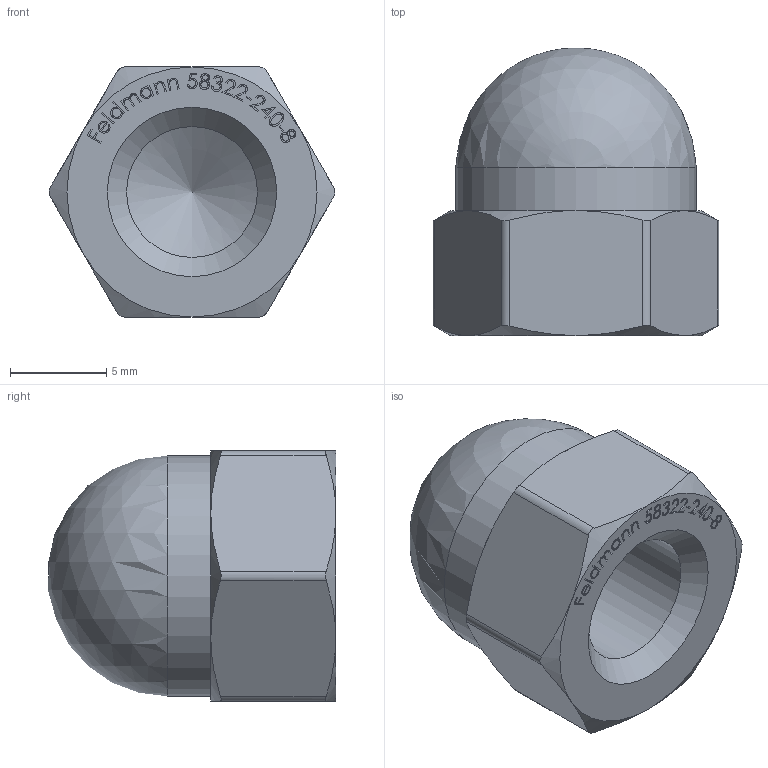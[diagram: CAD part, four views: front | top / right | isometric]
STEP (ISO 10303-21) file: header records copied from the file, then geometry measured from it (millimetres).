
FILE_DESCRIPTION (( 'STEP AP203' ), '1' );
FILE_NAME ('58322-240-8.step', '2019-12-19T09:46:21', ( '' ), ( '' ), 'SwSTEP 2.0', 'SolidWorks 2015', '' );
FILE_SCHEMA (( 'CONFIG_CONTROL_DESIGN' ));
Length unit declared in the file: millimetre
Products named in the file (2): 58322-240-8
Bounding box: 14.85 x 14.95 x 13 mm (x, y, z)
Volume: 1297.4 mm3; surface area: 1017.3 mm2
Topology: 1 solids, 1 shells, 292 faces, 775 edges, 513 vertices
Faces by surface type: plane 138, bspline 131, cone 14, cylinder 8, sphere 1
Full cylindrical faces by diameter (mm): 6.8 x1, 12.5 x1
Entity records: 16477 total; most frequent: CARTESIAN_POINT 10082, ORIENTED_EDGE 1528, DIRECTION 809, EDGE_CURVE 764, VERTEX_POINT 507, VECTOR 449, LINE 449, EDGE_LOOP 325
